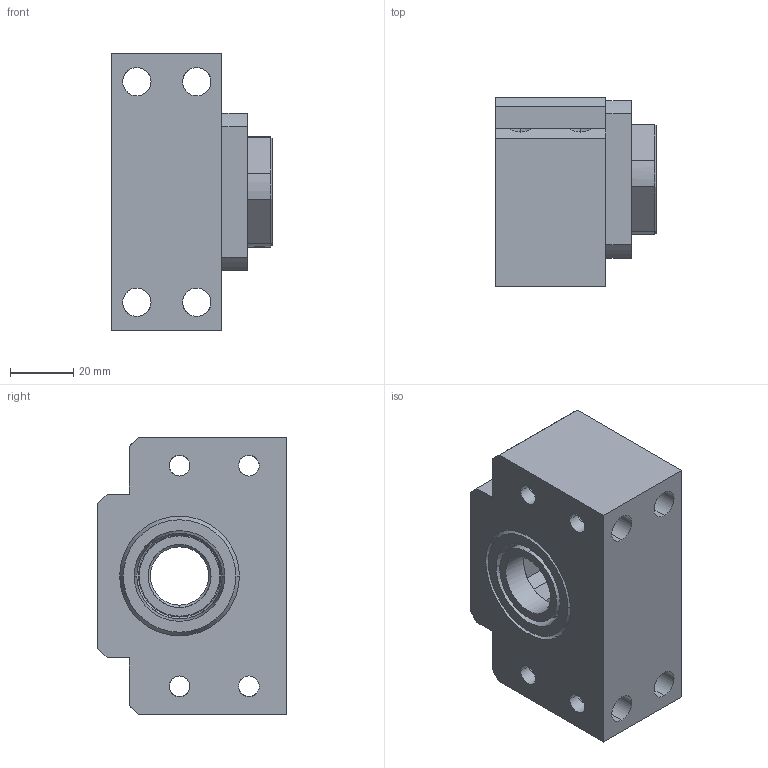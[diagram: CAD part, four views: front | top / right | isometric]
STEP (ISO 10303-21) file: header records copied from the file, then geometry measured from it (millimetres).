
FILE_DESCRIPTION (( 'STEP AP214' ), '1' );
FILE_NAME ('BK20.STEP', '2019-04-04T08:53:53', ( '' ), ( '' ), 'SwSTEP 2.0', 'SolidWorks 2015', '' );
FILE_SCHEMA (( 'AUTOMOTIVE_DESIGN' ));
Length unit declared in the file: millimetre
Products named in the file (1): BK20
Bounding box: 51 x 60.1 x 88 mm (x, y, z)
Surface area: 36217.5 mm2 (no closed solid volume)
Topology: 0 solids, 35 shells, 741 faces, 2049 edges, 1362 vertices
Faces by surface type: plane 618, cylinder 67, bspline 29, cone 27
Full cylindrical faces by diameter (mm): 20 x2
Entity records: 28060 total; most frequent: CARTESIAN_POINT 8349, ORIENTED_EDGE 3985, DIRECTION 3482, EDGE_CURVE 2038, VECTOR 1724, LINE 1724, VERTEX_POINT 1360, AXIS2_PLACEMENT_3D 879
